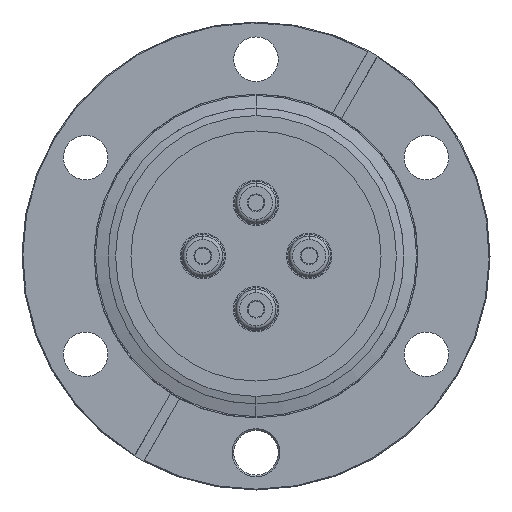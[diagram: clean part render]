
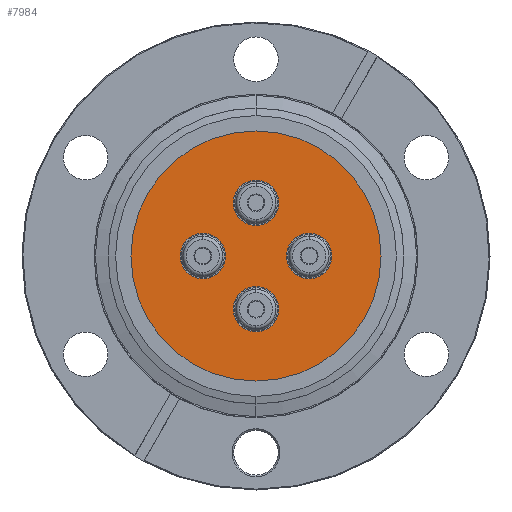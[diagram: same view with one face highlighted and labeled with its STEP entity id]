
A CAD part, front view. The second image highlights one B-rep face of the part: STEP entity #7984.
In plain terms, the highlighted planar face has unit normal (0, -1, 0).
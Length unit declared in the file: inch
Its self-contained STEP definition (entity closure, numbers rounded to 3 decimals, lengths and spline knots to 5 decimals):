
#93 = DIRECTION ( 'NONE',  ( 0., -1., 0. ) ) ;
#95 = PLANE ( 'NONE',  #5889 ) ;
#97 = CARTESIAN_POINT ( 'NONE',  ( 0., -0.114, 0. ) ) ;
#99 = DIRECTION ( 'NONE',  ( 0., 0., 1. ) ) ;
#2869 = FACE_BOUND ( 'NONE', #3281, .T. ) ;
#2871 = FACE_OUTER_BOUND ( 'NONE', #3305, .T. ) ;
#2873 = FACE_BOUND ( 'NONE', #3269, .T. ) ;
#2875 = FACE_BOUND ( 'NONE', #3270, .T. ) ;
#2877 = FACE_BOUND ( 'NONE', #3277, .T. ) ;
#3054 = CARTESIAN_POINT ( 'NONE',  ( -0.3125, -0.114, -0.1335 ) ) ;
#3055 = CARTESIAN_POINT ( 'NONE',  ( -0.3125, -0.114, 0.1335 ) ) ;
#3058 = CARTESIAN_POINT ( 'NONE',  ( 0., -0.114, -0.446 ) ) ;
#3059 = CARTESIAN_POINT ( 'NONE',  ( 0., -0.114, -0.179 ) ) ;
#3062 = CARTESIAN_POINT ( 'NONE',  ( 0.3125, -0.114, -0.1335 ) ) ;
#3063 = CARTESIAN_POINT ( 'NONE',  ( 0.3125, -0.114, 0.1335 ) ) ;
#3064 = CARTESIAN_POINT ( 'NONE',  ( 0., -0.114, -0.735 ) ) ;
#3065 = CARTESIAN_POINT ( 'NONE',  ( 0., -0.114, 0.735 ) ) ;
#3066 = CARTESIAN_POINT ( 'NONE',  ( 0., -0.114, 0.179 ) ) ;
#3067 = CARTESIAN_POINT ( 'NONE',  ( 0., -0.114, 0.446 ) ) ;
#3130 = CARTESIAN_POINT ( 'NONE',  ( -0.3125, -0.114, 0. ) ) ;
#3131 = DIRECTION ( 'NONE',  ( 0., -1., 0. ) ) ;
#3132 = DIRECTION ( 'NONE',  ( 0., 0., 1. ) ) ;
#3140 = CARTESIAN_POINT ( 'NONE',  ( 0., -0.114, -0.3125 ) ) ;
#3141 = DIRECTION ( 'NONE',  ( 0., -1., 0. ) ) ;
#3142 = DIRECTION ( 'NONE',  ( 0., 0., 1. ) ) ;
#3150 = CARTESIAN_POINT ( 'NONE',  ( 0.3125, -0.114, 0. ) ) ;
#3151 = DIRECTION ( 'NONE',  ( 0., -1., 0. ) ) ;
#3152 = DIRECTION ( 'NONE',  ( 0., 0., 1. ) ) ;
#3159 = CARTESIAN_POINT ( 'NONE',  ( 0., -0.114, 0.3125 ) ) ;
#3160 = DIRECTION ( 'NONE',  ( 0., -1., 0. ) ) ;
#3161 = DIRECTION ( 'NONE',  ( 0., 0., 1. ) ) ;
#3164 = CARTESIAN_POINT ( 'NONE',  ( 0., -0.114, 0. ) ) ;
#3165 = DIRECTION ( 'NONE',  ( 0., -1., 0. ) ) ;
#3166 = DIRECTION ( 'NONE',  ( 0., 0., 1. ) ) ;
#3269 = EDGE_LOOP ( 'NONE', ( #6851, #6850 ) ) ;
#3270 = EDGE_LOOP ( 'NONE', ( #6849, #6848 ) ) ;
#3277 = EDGE_LOOP ( 'NONE', ( #6855, #6854 ) ) ;
#3281 = EDGE_LOOP ( 'NONE', ( #6853, #6852 ) ) ;
#3305 = EDGE_LOOP ( 'NONE', ( #6847, #6846 ) ) ;
#3735 = CIRCLE ( 'NONE', #5456, 0.735 ) ;
#3738 = CIRCLE ( 'NONE', #5455, 0.1335 ) ;
#3744 = CIRCLE ( 'NONE', #5453, 0.1335 ) ;
#3750 = CIRCLE ( 'NONE', #5451, 0.1335 ) ;
#3760 = CIRCLE ( 'NONE', #5449, 0.1335 ) ;
#3824 = CIRCLE ( 'NONE', #5410, 0.735 ) ;
#3825 = CIRCLE ( 'NONE', #5409, 0.1335 ) ;
#3826 = CIRCLE ( 'NONE', #5408, 0.1335 ) ;
#3827 = CIRCLE ( 'NONE', #5407, 0.1335 ) ;
#3829 = CIRCLE ( 'NONE', #5406, 0.1335 ) ;
#4884 = EDGE_CURVE ( 'NONE', #6653, #6652, #3829, .T. ) ;
#4885 = EDGE_CURVE ( 'NONE', #6649, #6648, #3827, .T. ) ;
#4886 = EDGE_CURVE ( 'NONE', #6645, #6644, #3826, .T. ) ;
#4887 = EDGE_CURVE ( 'NONE', #6641, #6640, #3825, .T. ) ;
#4888 = EDGE_CURVE ( 'NONE', #6651, #6650, #3824, .T. ) ;
#5406 = AXIS2_PLACEMENT_3D ( 'NONE', #5691, #5692, #5693 ) ;
#5407 = AXIS2_PLACEMENT_3D ( 'NONE', #5694, #5695, #5696 ) ;
#5408 = AXIS2_PLACEMENT_3D ( 'NONE', #5697, #5698, #5699 ) ;
#5409 = AXIS2_PLACEMENT_3D ( 'NONE', #5700, #5701, #5702 ) ;
#5410 = AXIS2_PLACEMENT_3D ( 'NONE', #5703, #5704, #5705 ) ;
#5449 = AXIS2_PLACEMENT_3D ( 'NONE', #3130, #3131, #3132 ) ;
#5451 = AXIS2_PLACEMENT_3D ( 'NONE', #3140, #3141, #3142 ) ;
#5453 = AXIS2_PLACEMENT_3D ( 'NONE', #3150, #3151, #3152 ) ;
#5455 = AXIS2_PLACEMENT_3D ( 'NONE', #3159, #3160, #3161 ) ;
#5456 = AXIS2_PLACEMENT_3D ( 'NONE', #3164, #3165, #3166 ) ;
#5691 = CARTESIAN_POINT ( 'NONE',  ( 0., -0.114, 0.3125 ) ) ;
#5692 = DIRECTION ( 'NONE',  ( 0., -1., 0. ) ) ;
#5693 = DIRECTION ( 'NONE',  ( 0., 0., 1. ) ) ;
#5694 = CARTESIAN_POINT ( 'NONE',  ( 0.3125, -0.114, 0. ) ) ;
#5695 = DIRECTION ( 'NONE',  ( 0., -1., 0. ) ) ;
#5696 = DIRECTION ( 'NONE',  ( 0., 0., 1. ) ) ;
#5697 = CARTESIAN_POINT ( 'NONE',  ( 0., -0.114, -0.3125 ) ) ;
#5698 = DIRECTION ( 'NONE',  ( 0., -1., 0. ) ) ;
#5699 = DIRECTION ( 'NONE',  ( 0., 0., 1. ) ) ;
#5700 = CARTESIAN_POINT ( 'NONE',  ( -0.3125, -0.114, 0. ) ) ;
#5701 = DIRECTION ( 'NONE',  ( 0., -1., 0. ) ) ;
#5702 = DIRECTION ( 'NONE',  ( 0., 0., 1. ) ) ;
#5703 = CARTESIAN_POINT ( 'NONE',  ( 0., -0.114, 0. ) ) ;
#5704 = DIRECTION ( 'NONE',  ( 0., -1., 0. ) ) ;
#5705 = DIRECTION ( 'NONE',  ( 0., 0., 1. ) ) ;
#5889 = AXIS2_PLACEMENT_3D ( 'NONE', #97, #93, #99 ) ;
#6640 = VERTEX_POINT ( 'NONE', #3054 ) ;
#6641 = VERTEX_POINT ( 'NONE', #3055 ) ;
#6644 = VERTEX_POINT ( 'NONE', #3058 ) ;
#6645 = VERTEX_POINT ( 'NONE', #3059 ) ;
#6648 = VERTEX_POINT ( 'NONE', #3062 ) ;
#6649 = VERTEX_POINT ( 'NONE', #3063 ) ;
#6650 = VERTEX_POINT ( 'NONE', #3064 ) ;
#6651 = VERTEX_POINT ( 'NONE', #3065 ) ;
#6652 = VERTEX_POINT ( 'NONE', #3066 ) ;
#6653 = VERTEX_POINT ( 'NONE', #3067 ) ;
#6846 = ORIENTED_EDGE ( 'NONE', *, *, #7417, .T. ) ;
#6847 = ORIENTED_EDGE ( 'NONE', *, *, #4888, .T. ) ;
#6848 = ORIENTED_EDGE ( 'NONE', *, *, #7415, .F. ) ;
#6849 = ORIENTED_EDGE ( 'NONE', *, *, #4884, .F. ) ;
#6850 = ORIENTED_EDGE ( 'NONE', *, *, #7411, .F. ) ;
#6851 = ORIENTED_EDGE ( 'NONE', *, *, #4885, .F. ) ;
#6852 = ORIENTED_EDGE ( 'NONE', *, *, #7407, .F. ) ;
#6853 = ORIENTED_EDGE ( 'NONE', *, *, #4886, .F. ) ;
#6854 = ORIENTED_EDGE ( 'NONE', *, *, #7403, .F. ) ;
#6855 = ORIENTED_EDGE ( 'NONE', *, *, #4887, .F. ) ;
#7403 = EDGE_CURVE ( 'NONE', #6640, #6641, #3760, .T. ) ;
#7407 = EDGE_CURVE ( 'NONE', #6644, #6645, #3750, .T. ) ;
#7411 = EDGE_CURVE ( 'NONE', #6648, #6649, #3744, .T. ) ;
#7415 = EDGE_CURVE ( 'NONE', #6652, #6653, #3738, .T. ) ;
#7417 = EDGE_CURVE ( 'NONE', #6650, #6651, #3735, .T. ) ;
#7984 = ADVANCED_FACE ( 'NONE', ( #2877, #2869, #2873, #2875, #2871 ), #95, .T. ) ;
